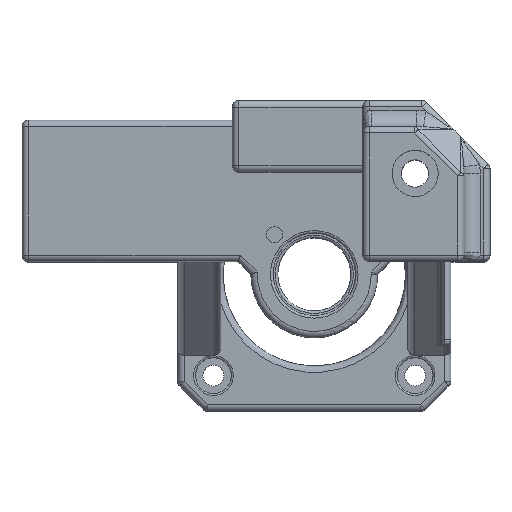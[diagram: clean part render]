
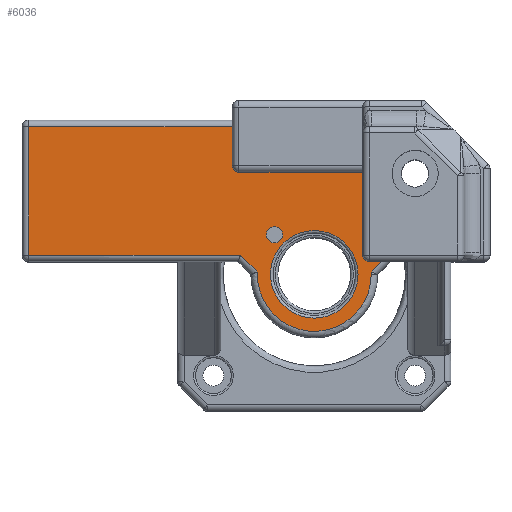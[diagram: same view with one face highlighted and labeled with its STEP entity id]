
A CAD part, top view. The second image highlights one B-rep face of the part: STEP entity #6036.
In plain terms, the highlighted planar face has unit normal (0, 0, 1).
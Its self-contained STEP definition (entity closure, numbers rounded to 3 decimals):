
#5630=CARTESIAN_POINT('',(287.091,986.528,38.5));
#5631=VERTEX_POINT('',#5630);
#5638=CARTESIAN_POINT('',(288.971,986.528,38.5));
#5639=VERTEX_POINT('',#5638);
#5640=CARTESIAN_POINT('',(288.971,986.528,38.5));
#5641=DIRECTION('',(-1.,0.,0.));
#5642=VECTOR('',#5641,1.881);
#5643=LINE('',#5640,#5642);
#5644=EDGE_CURVE('',#5639,#5631,#5643,.T.);
#5693=CARTESIAN_POINT('',(266.041,1007.278,38.5));
#5694=VERTEX_POINT('',#5693);
#5695=CARTESIAN_POINT('',(266.041,1001.278,38.5));
#5696=VERTEX_POINT('',#5695);
#5697=CARTESIAN_POINT('',(266.041,1007.278,38.5));
#5698=DIRECTION('',(0.,-1.,0.));
#5699=VECTOR('',#5698,6.);
#5700=LINE('',#5697,#5699);
#5701=EDGE_CURVE('',#5694,#5696,#5700,.T.);
#5836=CARTESIAN_POINT('',(286.091,1000.278,38.5));
#5837=VERTEX_POINT('',#5836);
#5844=CARTESIAN_POINT('',(286.091,987.528,38.5));
#5845=VERTEX_POINT('',#5844);
#5846=CARTESIAN_POINT('',(286.091,987.528,38.5));
#5847=DIRECTION('',(0.,1.,0.));
#5848=VECTOR('',#5847,12.75);
#5849=LINE('',#5846,#5848);
#5850=EDGE_CURVE('',#5845,#5837,#5849,.T.);
#5926=CARTESIAN_POINT('',(389.641,875.578,38.5));
#5927=DIRECTION('',(0.,0.,1.));
#5928=DIRECTION('',(-1.,0.,0.));
#5929=AXIS2_PLACEMENT_3D('',#5926,#5927,#5928);
#5930=PLANE('',#5929);
#5931=CARTESIAN_POINT('',(285.366,984.578,38.5));
#5932=VERTEX_POINT('',#5931);
#5933=CARTESIAN_POINT('',(278.641,984.578,38.5));
#5934=DIRECTION('',(-0.,-0.,-1.));
#5935=DIRECTION('',(1.,0.,-0.));
#5936=AXIS2_PLACEMENT_3D('',#5933,#5934,#5935);
#5937=CIRCLE('',#5936,6.725);
#5938=EDGE_CURVE('',#5932,#5932,#5937,.T.);
#5939=ORIENTED_EDGE('',*,*,#5938,.T.);
#5940=EDGE_LOOP('',(#5939));
#5941=FACE_BOUND('',#5940,.T.);
#5942=CARTESIAN_POINT('',(269.898,984.94,38.5));
#5943=VERTEX_POINT('',#5942);
#5944=CARTESIAN_POINT('',(287.391,984.578,38.5));
#5945=VERTEX_POINT('',#5944);
#5946=CARTESIAN_POINT('',(278.641,984.578,38.5));
#5947=DIRECTION('',(0.,0.,1.));
#5948=DIRECTION('',(1.,0.,-0.));
#5949=AXIS2_PLACEMENT_3D('',#5946,#5947,#5948);
#5950=CIRCLE('',#5949,8.75);
#5951=EDGE_CURVE('',#5943,#5945,#5950,.T.);
#5952=ORIENTED_EDGE('',*,*,#5951,.T.);
#5953=CARTESIAN_POINT('',(287.383,984.94,38.5));
#5954=VERTEX_POINT('',#5953);
#5955=CARTESIAN_POINT('',(278.641,984.578,38.5));
#5956=DIRECTION('',(0.,0.,1.));
#5957=DIRECTION('',(1.,0.,-0.));
#5958=AXIS2_PLACEMENT_3D('',#5955,#5956,#5957);
#5959=CIRCLE('',#5958,8.75);
#5960=EDGE_CURVE('',#5945,#5954,#5959,.T.);
#5961=ORIENTED_EDGE('',*,*,#5960,.T.);
#5962=CARTESIAN_POINT('',(287.383,984.94,38.5));
#5963=DIRECTION('',(0.707,0.707,0.));
#5964=VECTOR('',#5963,2.246);
#5965=LINE('',#5962,#5964);
#5966=EDGE_CURVE('',#5954,#5639,#5965,.T.);
#5967=ORIENTED_EDGE('',*,*,#5966,.T.);
#5968=ORIENTED_EDGE('',*,*,#5644,.T.);
#5969=CARTESIAN_POINT('',(287.091,987.528,38.5));
#5970=DIRECTION('',(-0.,-0.,-1.));
#5971=DIRECTION('',(1.,0.,-0.));
#5972=AXIS2_PLACEMENT_3D('',#5969,#5970,#5971);
#5973=CIRCLE('',#5972,1.);
#5974=EDGE_CURVE('',#5631,#5845,#5973,.T.);
#5975=ORIENTED_EDGE('',*,*,#5974,.T.);
#5976=ORIENTED_EDGE('',*,*,#5850,.T.);
#5977=CARTESIAN_POINT('',(267.041,1000.278,38.5));
#5978=VERTEX_POINT('',#5977);
#5979=CARTESIAN_POINT('',(267.041,1000.278,38.5));
#5980=DIRECTION('',(1.,0.,-0.));
#5981=VECTOR('',#5980,19.05);
#5982=LINE('',#5979,#5981);
#5983=EDGE_CURVE('',#5978,#5837,#5982,.T.);
#5984=ORIENTED_EDGE('',*,*,#5983,.F.);
#5985=CARTESIAN_POINT('',(267.041,1001.278,38.5));
#5986=DIRECTION('',(-0.,-0.,-1.));
#5987=DIRECTION('',(1.,0.,-0.));
#5988=AXIS2_PLACEMENT_3D('',#5985,#5986,#5987);
#5989=CIRCLE('',#5988,1.);
#5990=EDGE_CURVE('',#5978,#5696,#5989,.T.);
#5991=ORIENTED_EDGE('',*,*,#5990,.T.);
#5992=ORIENTED_EDGE('',*,*,#5701,.F.);
#5993=CARTESIAN_POINT('',(234.741,1007.278,38.5));
#5994=VERTEX_POINT('',#5993);
#5995=CARTESIAN_POINT('',(266.041,1007.278,38.5));
#5996=DIRECTION('',(-1.,0.,0.));
#5997=VECTOR('',#5996,31.3);
#5998=LINE('',#5995,#5997);
#5999=EDGE_CURVE('',#5694,#5994,#5998,.T.);
#6000=ORIENTED_EDGE('',*,*,#5999,.T.);
#6001=CARTESIAN_POINT('',(234.741,987.528,38.5));
#6002=VERTEX_POINT('',#6001);
#6003=CARTESIAN_POINT('',(234.741,1007.278,38.5));
#6004=DIRECTION('',(0.,-1.,0.));
#6005=VECTOR('',#6004,19.75);
#6006=LINE('',#6003,#6005);
#6007=EDGE_CURVE('',#5994,#6002,#6006,.T.);
#6008=ORIENTED_EDGE('',*,*,#6007,.T.);
#6009=CARTESIAN_POINT('',(267.31,987.528,38.5));
#6010=VERTEX_POINT('',#6009);
#6011=CARTESIAN_POINT('',(234.741,987.528,38.5));
#6012=DIRECTION('',(1.,0.,-0.));
#6013=VECTOR('',#6012,32.569);
#6014=LINE('',#6011,#6013);
#6015=EDGE_CURVE('',#6002,#6010,#6014,.T.);
#6016=ORIENTED_EDGE('',*,*,#6015,.T.);
#6017=CARTESIAN_POINT('',(267.31,987.528,38.5));
#6018=DIRECTION('',(0.707,-0.707,0.));
#6019=VECTOR('',#6018,3.66);
#6020=LINE('',#6017,#6019);
#6021=EDGE_CURVE('',#6010,#5943,#6020,.T.);
#6022=ORIENTED_EDGE('',*,*,#6021,.T.);
#6023=EDGE_LOOP('',(#5952,#5961,#5967,#5968,#5975,#5976,#5984,#5991,#5992,#6000,#6008,#6016,#6022));
#6024=FACE_BOUND('',#6023,.T.);
#6025=CARTESIAN_POINT('',(273.791,990.678,38.5));
#6026=VERTEX_POINT('',#6025);
#6027=CARTESIAN_POINT('',(272.541,990.678,38.5));
#6028=DIRECTION('',(0.,0.,1.));
#6029=DIRECTION('',(1.,0.,-0.));
#6030=AXIS2_PLACEMENT_3D('',#6027,#6028,#6029);
#6031=CIRCLE('',#6030,1.25);
#6032=EDGE_CURVE('',#6026,#6026,#6031,.T.);
#6033=ORIENTED_EDGE('',*,*,#6032,.F.);
#6034=EDGE_LOOP('',(#6033));
#6035=FACE_BOUND('',#6034,.T.);
#6036=ADVANCED_FACE('',(#5941,#6024,#6035),#5930,.T.);
